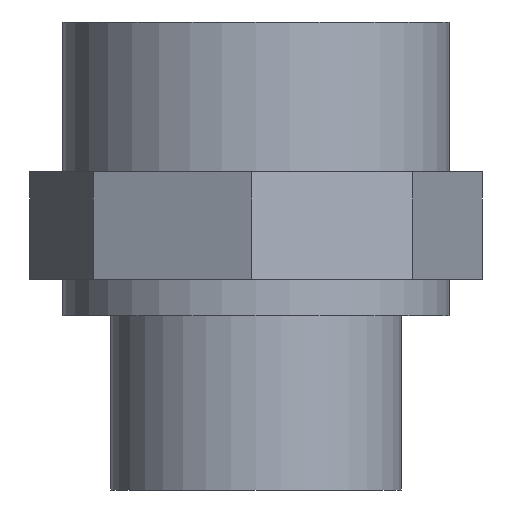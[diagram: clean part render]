
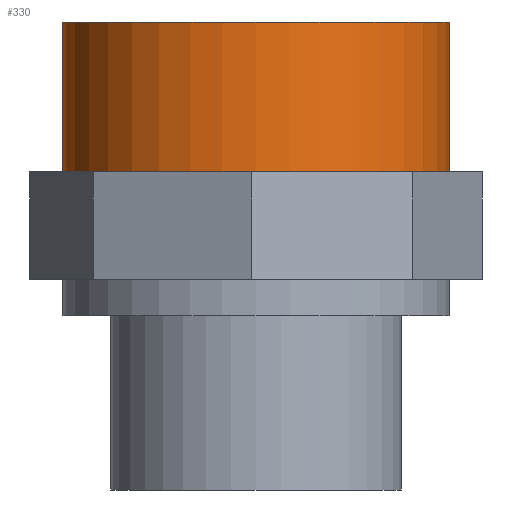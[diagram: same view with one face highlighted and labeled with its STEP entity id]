
A CAD part, front view. The second image highlights one B-rep face of the part: STEP entity #330.
In plain terms, the highlighted cylindrical face has radius 21.25 mm (diameter 42.5 mm), a full revolution.
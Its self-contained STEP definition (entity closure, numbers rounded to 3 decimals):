
#15=CYLINDRICAL_SURFACE($,#360,21.25);
#26=FACE_BOUND($,#89,.T.);
#43=CIRCLE($,#351,21.25);
#44=CIRCLE($,#361,21.25);
#64=FACE_OUTER_BOUND($,#88,.T.);
#88=EDGE_LOOP($,(#280));
#89=EDGE_LOOP($,(#281));
#179=VERTEX_POINT($,#524);
#180=VERTEX_POINT($,#543);
#209=EDGE_CURVE($,#179,#179,#43,.T.);
#218=EDGE_CURVE($,#180,#180,#44,.T.);
#280=ORIENTED_EDGE($,*,*,#218,.F.);
#281=ORIENTED_EDGE($,*,*,#209,.T.);
#330=ADVANCED_FACE($,(#64,#26),#15,.T.);
#351=AXIS2_PLACEMENT_3D($,#525,#412,#413);
#360=AXIS2_PLACEMENT_3D($,#542,#438,#439);
#361=AXIS2_PLACEMENT_3D($,#544,#440,#441);
#412=DIRECTION('center_axis',(0.,0.,1.));
#413=DIRECTION('ref_axis',(0.,-1.,0.));
#438=DIRECTION('center_axis',(0.,0.,1.));
#439=DIRECTION('ref_axis',(0.,-1.,0.));
#440=DIRECTION('center_axis',(0.,0.,1.));
#441=DIRECTION('ref_axis',(0.,-1.,0.));
#524=CARTESIAN_POINT('',(0.,21.25,35.));
#525=CARTESIAN_POINT('Origin',(0.,0.,35.));
#542=CARTESIAN_POINT('Origin',(0.,0.,35.35));
#543=CARTESIAN_POINT('',(0.,-21.25,51.5));
#544=CARTESIAN_POINT('Origin',(0.,0.,51.5));
